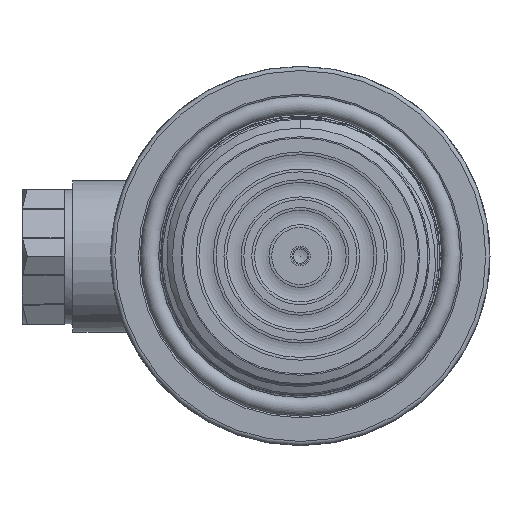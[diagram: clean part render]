
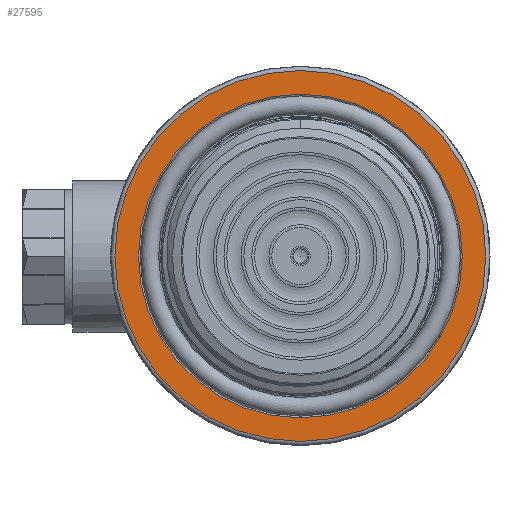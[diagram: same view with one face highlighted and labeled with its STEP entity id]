
A CAD part, left-side view. The second image highlights one B-rep face of the part: STEP entity #27595.
In plain terms, the highlighted planar face has unit normal (-1, 0, 0).
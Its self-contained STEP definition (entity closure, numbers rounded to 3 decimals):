
#1648=PLANE('',#29163);
#1783=FACE_BOUND('',#4950,.T.);
#3317=FACE_OUTER_BOUND('',#4949,.T.);
#4949=EDGE_LOOP('',(#25828));
#4950=EDGE_LOOP('',(#25829));
#5464=CIRCLE('',#29161,19.2);
#5466=CIRCLE('',#29164,22.);
#13515=VERTEX_POINT('',#77453);
#13516=VERTEX_POINT('',#77457);
#17622=EDGE_CURVE('',#13515,#13515,#5464,.T.);
#17624=EDGE_CURVE('',#13516,#13516,#5466,.T.);
#25828=ORIENTED_EDGE('',*,*,#17624,.F.);
#25829=ORIENTED_EDGE('',*,*,#17622,.T.);
#27595=ADVANCED_FACE('',(#3317,#1783),#1648,.T.);
#29161=AXIS2_PLACEMENT_3D('',#77454,#34082,#34083);
#29163=AXIS2_PLACEMENT_3D('',#77456,#34086,#34087);
#29164=AXIS2_PLACEMENT_3D('',#77458,#34088,#34089);
#34082=DIRECTION('center_axis',(1.,0.,0.));
#34083=DIRECTION('ref_axis',(0.,-1.,0.));
#34086=DIRECTION('center_axis',(-1.,0.,0.));
#34087=DIRECTION('ref_axis',(0.,1.,0.));
#34088=DIRECTION('center_axis',(1.,0.,0.));
#34089=DIRECTION('ref_axis',(0.,-1.,0.));
#77453=CARTESIAN_POINT('',(19.,19.2,0.));
#77454=CARTESIAN_POINT('Origin',(19.,0.,0.));
#77456=CARTESIAN_POINT('Origin',(19.,0.,-22.));
#77457=CARTESIAN_POINT('',(19.,0.,22.));
#77458=CARTESIAN_POINT('Origin',(19.,0.,0.));
